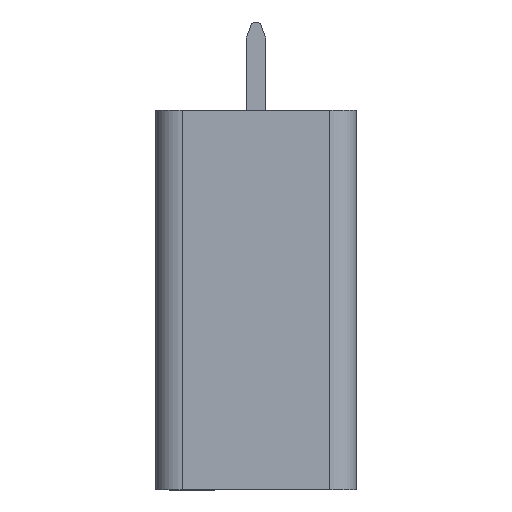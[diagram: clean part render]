
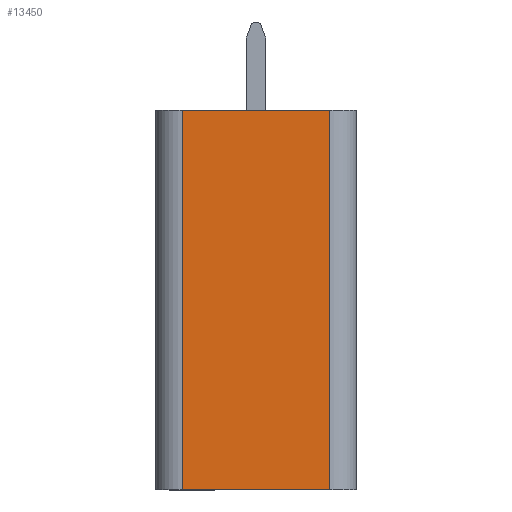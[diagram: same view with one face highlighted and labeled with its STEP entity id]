
A CAD part, left-side view. The second image highlights one B-rep face of the part: STEP entity #13450.
In plain terms, the highlighted planar face has unit normal (-1, 0, 0).
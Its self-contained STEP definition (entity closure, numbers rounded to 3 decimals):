
#11220=CARTESIAN_POINT('',(-15.922,32.385,0.));
#11230=VERTEX_POINT('',#11220);
#11260=CARTESIAN_POINT('',(-15.922,0.,0.));
#11270=DIRECTION('',(0.,1.,0.));
#11280=VECTOR('',#11270,1.);
#11290=LINE('',#11260,#11280);
#11300=CARTESIAN_POINT('',(-15.922,26.885,0.));
#11310=VERTEX_POINT('',#11300);
#11320=EDGE_CURVE('',#11310,#11230,#11290,.T.);
#13080=CARTESIAN_POINT('',(-15.922,32.385,14.2));
#13090=VERTEX_POINT('',#13080);
#13120=CARTESIAN_POINT('',(-15.922,32.385,0.));
#13130=DIRECTION('',(0.,0.,1.));
#13140=VECTOR('',#13130,1.);
#13150=LINE('',#13120,#13140);
#13160=EDGE_CURVE('',#11230,#13090,#13150,.T.);
#13220=CARTESIAN_POINT('',(-15.922,26.885,0.));
#13230=DIRECTION('',(-1.,0.,0.));
#13240=DIRECTION('',(0.,1.,0.));
#13250=AXIS2_PLACEMENT_3D('',#13220,#13230,#13240);
#13260=PLANE('',#13250);
#13270=ORIENTED_EDGE('',*,*,#13160,.F.);
#13280=CARTESIAN_POINT('',(-15.922,0.,14.2));
#13290=DIRECTION('',(0.,1.,0.));
#13300=VECTOR('',#13290,1.);
#13310=LINE('',#13280,#13300);
#13320=CARTESIAN_POINT('',(-15.922,26.885,14.2));
#13330=VERTEX_POINT('',#13320);
#13340=EDGE_CURVE('',#13330,#13090,#13310,.T.);
#13350=ORIENTED_EDGE('',*,*,#13340,.T.);
#13360=CARTESIAN_POINT('',(-15.922,26.885,0.));
#13370=DIRECTION('',(0.,0.,1.));
#13380=VECTOR('',#13370,1.);
#13390=LINE('',#13360,#13380);
#13400=EDGE_CURVE('',#11310,#13330,#13390,.T.);
#13410=ORIENTED_EDGE('',*,*,#13400,.T.);
#13420=ORIENTED_EDGE('',*,*,#11320,.F.);
#13430=EDGE_LOOP('',(#13420,#13410,#13350,#13270));
#13440=FACE_OUTER_BOUND('',#13430,.T.);
#13450=ADVANCED_FACE('',(#13440),#13260,.T.);
